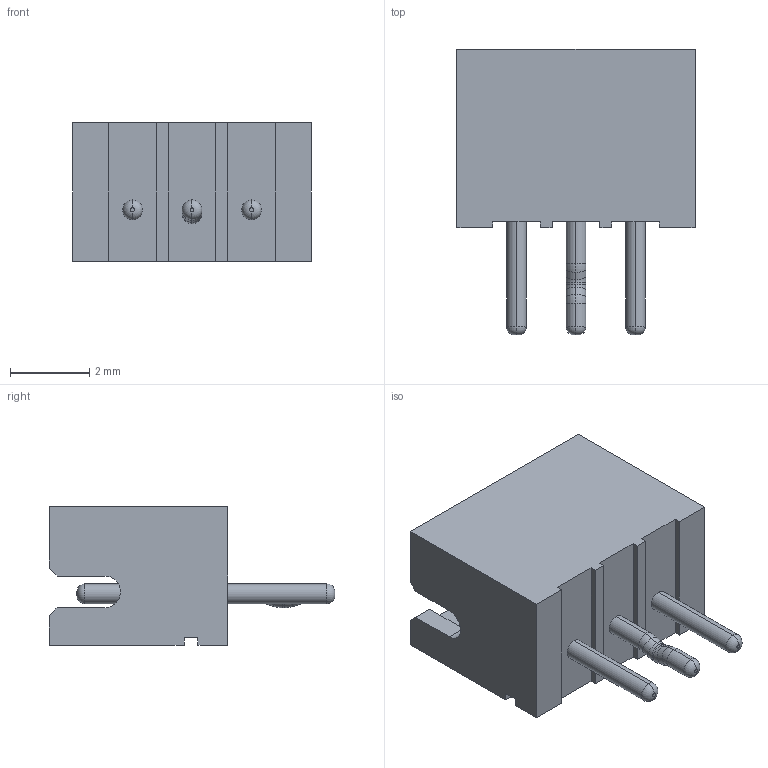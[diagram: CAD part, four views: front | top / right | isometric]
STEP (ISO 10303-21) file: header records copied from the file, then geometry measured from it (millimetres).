
FILE_DESCRIPTION (( 'STEP AP214' ), '1' );
FILE_NAME ('B3B-ZR.STEP', '2023-11-03T19:03:41', ( '' ), ( '' ), 'SwSTEP 2.0', 'SolidWorks 2021', '' );
FILE_SCHEMA (( 'AUTOMOTIVE_DESIGN' ));
Length unit declared in the file: millimetre
Products named in the file (4): BxB-ZR_3; pin_Bent; B3B-ZR; pin_straight
Assembly tree (4 placements, depth 2):
  B3B-ZR
    BxB-ZR_3
    pin_straight  x2
    pin_Bent
Bounding box: 6 x 7.2 x 3.5 mm (x, y, z)
Volume: 49.6 mm3; surface area: 215.4 mm2
Topology: 4 solids, 4 shells, 92 faces, 230 edges, 144 vertices
Faces by surface type: plane 50, cylinder 22, torus 20
Entity records: 2714 total; most frequent: DIRECTION 462, CARTESIAN_POINT 443, ORIENTED_EDGE 432, EDGE_CURVE 216, AXIS2_PLACEMENT_3D 155, LINE 152, VECTOR 152, VERTEX_POINT 136
